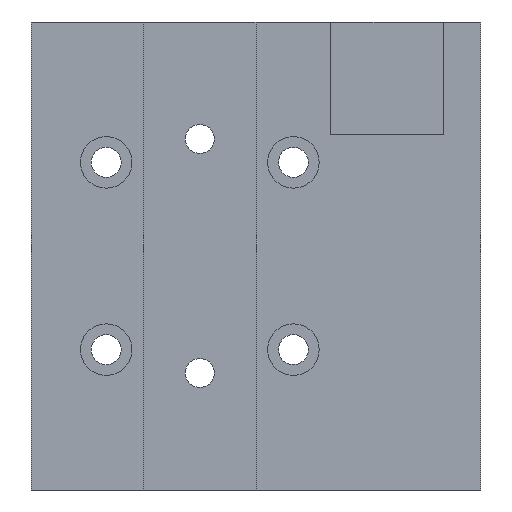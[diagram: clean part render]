
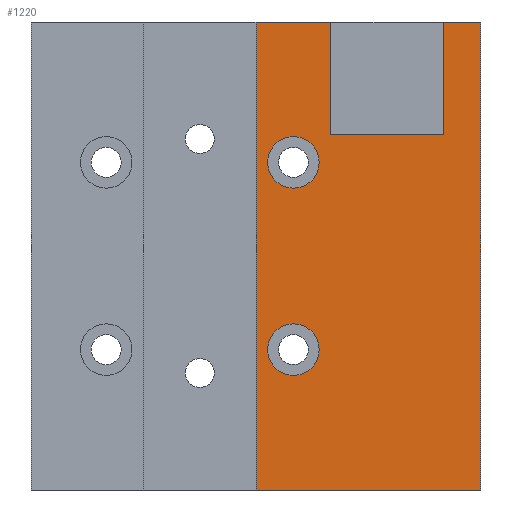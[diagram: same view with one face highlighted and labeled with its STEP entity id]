
A CAD part, front view. The second image highlights one B-rep face of the part: STEP entity #1220.
In plain terms, the highlighted planar face has unit normal (0, -1, 0).
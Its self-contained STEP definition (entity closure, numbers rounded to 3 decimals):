
#41=FACE_BOUND('',#248,.T.);
#42=FACE_BOUND('',#249,.T.);
#93=PLANE('',#1336);
#155=FACE_OUTER_BOUND('',#247,.T.);
#247=EDGE_LOOP('',(#1102,#1103,#1104,#1105,#1106,#1107,#1108,#1109));
#248=EDGE_LOOP('',(#1110));
#249=EDGE_LOOP('',(#1111));
#331=LINE('',#1877,#463);
#337=LINE('',#1892,#469);
#341=LINE('',#1900,#473);
#344=LINE('',#1906,#476);
#377=LINE('',#1982,#509);
#382=LINE('',#1991,#514);
#383=LINE('',#1993,#515);
#384=LINE('',#1994,#516);
#463=VECTOR('',#1536,10.);
#469=VECTOR('',#1548,10.);
#473=VECTOR('',#1554,10.);
#476=VECTOR('',#1559,10.);
#509=VECTOR('',#1638,10.);
#514=VECTOR('',#1649,10.);
#515=VECTOR('',#1650,10.);
#516=VECTOR('',#1651,10.);
#522=CIRCLE('',#1248,2.75);
#525=CIRCLE('',#1253,2.75);
#552=VERTEX_POINT('',#1671);
#555=VERTEX_POINT('',#1680);
#625=VERTEX_POINT('',#1874);
#626=VERTEX_POINT('',#1876);
#631=VERTEX_POINT('',#1890);
#632=VERTEX_POINT('',#1891);
#635=VERTEX_POINT('',#1899);
#637=VERTEX_POINT('',#1905);
#657=VERTEX_POINT('',#1981);
#659=VERTEX_POINT('',#1992);
#660=EDGE_CURVE('',#552,#552,#522,.T.);
#664=EDGE_CURVE('',#555,#555,#525,.T.);
#758=EDGE_CURVE('',#626,#625,#331,.T.);
#765=EDGE_CURVE('',#631,#632,#337,.T.);
#769=EDGE_CURVE('',#632,#635,#341,.T.);
#772=EDGE_CURVE('',#637,#631,#344,.T.);
#809=EDGE_CURVE('',#626,#657,#377,.T.);
#814=EDGE_CURVE('',#637,#657,#382,.T.);
#815=EDGE_CURVE('',#625,#659,#383,.T.);
#816=EDGE_CURVE('',#659,#635,#384,.T.);
#1102=ORIENTED_EDGE('',*,*,#769,.F.);
#1103=ORIENTED_EDGE('',*,*,#765,.F.);
#1104=ORIENTED_EDGE('',*,*,#772,.F.);
#1105=ORIENTED_EDGE('',*,*,#814,.T.);
#1106=ORIENTED_EDGE('',*,*,#809,.F.);
#1107=ORIENTED_EDGE('',*,*,#758,.T.);
#1108=ORIENTED_EDGE('',*,*,#815,.T.);
#1109=ORIENTED_EDGE('',*,*,#816,.T.);
#1110=ORIENTED_EDGE('',*,*,#660,.T.);
#1111=ORIENTED_EDGE('',*,*,#664,.T.);
#1220=ADVANCED_FACE('',(#155,#41,#42),#93,.T.);
#1248=AXIS2_PLACEMENT_3D('',#1672,#1347,#1348);
#1253=AXIS2_PLACEMENT_3D('',#1681,#1358,#1359);
#1336=AXIS2_PLACEMENT_3D('',#1990,#1647,#1648);
#1347=DIRECTION('center_axis',(0.,1.,0.));
#1348=DIRECTION('ref_axis',(1.,0.,0.));
#1358=DIRECTION('center_axis',(0.,1.,0.));
#1359=DIRECTION('ref_axis',(1.,0.,0.));
#1536=DIRECTION('',(1.,0.,0.));
#1548=DIRECTION('',(1.,0.,0.));
#1554=DIRECTION('',(0.,0.,1.));
#1559=DIRECTION('',(0.,0.,-1.));
#1638=DIRECTION('',(0.,0.,1.));
#1647=DIRECTION('center_axis',(0.,-1.,0.));
#1648=DIRECTION('ref_axis',(0.,0.,1.));
#1649=DIRECTION('',(-1.,0.,0.));
#1650=DIRECTION('',(0.,0.,1.));
#1651=DIRECTION('',(-1.,0.,0.));
#1671=CARTESIAN_POINT('',(7.25,0.,-10.));
#1672=CARTESIAN_POINT('Origin',(10.,0.,-10.));
#1680=CARTESIAN_POINT('',(7.25,0.,10.));
#1681=CARTESIAN_POINT('Origin',(10.,0.,10.));
#1874=CARTESIAN_POINT('',(30.,0.,-25.));
#1876=CARTESIAN_POINT('',(6.,0.,-25.));
#1877=CARTESIAN_POINT('',(-30.,0.,-25.));
#1890=CARTESIAN_POINT('',(14.,0.,13.));
#1891=CARTESIAN_POINT('',(26.,0.,13.));
#1892=CARTESIAN_POINT('',(13.,0.,13.));
#1899=CARTESIAN_POINT('',(26.,0.,25.));
#1900=CARTESIAN_POINT('',(26.,0.,12.5));
#1905=CARTESIAN_POINT('',(14.,0.,25.));
#1906=CARTESIAN_POINT('',(14.,0.,6.5));
#1981=CARTESIAN_POINT('',(6.,0.,25.));
#1982=CARTESIAN_POINT('',(6.,0.,-12.5));
#1990=CARTESIAN_POINT('Origin',(0.,0.,0.));
#1991=CARTESIAN_POINT('',(30.,0.,25.));
#1992=CARTESIAN_POINT('',(30.,0.,25.));
#1993=CARTESIAN_POINT('',(30.,0.,-25.));
#1994=CARTESIAN_POINT('',(30.,0.,25.));
